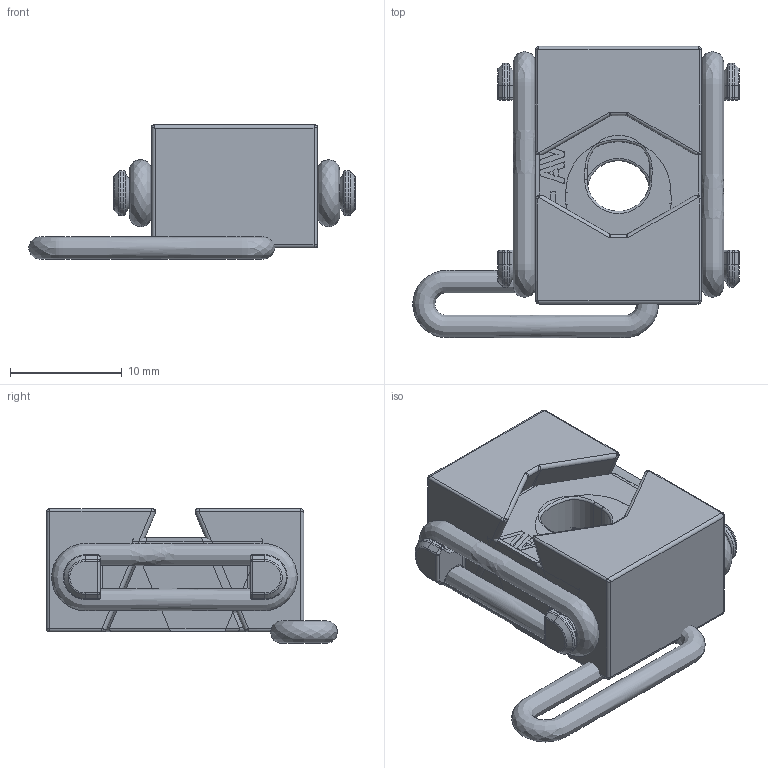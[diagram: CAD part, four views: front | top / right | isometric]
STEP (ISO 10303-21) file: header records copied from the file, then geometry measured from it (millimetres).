
FILE_DESCRIPTION( ( 'Unknown' ), '1' );
FILE_NAME( 'AK2-VT-SO.stp', 'Unknown', ( 'Unknown' ), ( 'Unknown' ), 'XStep 1.0', 'Unknown', ' ' );
FILE_SCHEMA( ( 'CONFIG_CONTROL_DESIGN' ) );
Length unit declared in the file: millimetre
Products named in the file (4): Assem1; 1; 2; 3
Bounding box: 29.2 x 26 x 12 mm (x, y, z)
Volume: 5546.5 mm3; surface area: 5015.9 mm2
Topology: 8 solids, 8 shells, 671 faces, 1542 edges, 843 vertices
Faces by surface type: cylinder 272, plane 178, bspline 79, torus 66, sphere 42, extrusion 28, cone 6
Entity records: 14742 total; most frequent: CARTESIAN_POINT 8756, ORIENTED_EDGE 1208, DIRECTION 1172, EDGE_CURVE 604, AXIS2_PLACEMENT_3D 429, VERTEX_POINT 348, VECTOR 314, LINE 300
